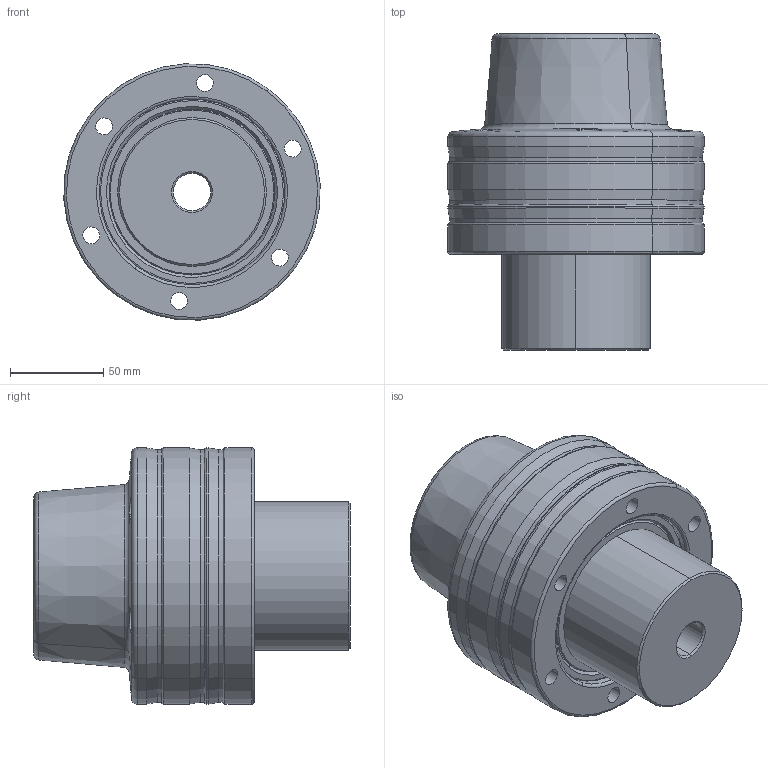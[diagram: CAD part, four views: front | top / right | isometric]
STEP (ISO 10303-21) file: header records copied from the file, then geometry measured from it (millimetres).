
FILE_DESCRIPTION (( 'STEP AP214' ), '1' );
FILE_NAME ('CPD-16C.STEP', '2020-04-27T08:37:10', ( 'COSH' ), ( '' ), 'SwSTEP 2.0', 'SolidWorks 2016', '' );
FILE_SCHEMA (( 'AUTOMOTIVE_DESIGN' ));
Length unit declared in the file: millimetre
Products named in the file (1): CPD-16C
Bounding box: 137.78 x 170 x 137.78 mm (x, y, z)
Volume: 1300358.5 mm3; surface area: 226030.1 mm2
Topology: 4 solids, 4 shells, 301 faces, 714 edges, 425 vertices
Faces by surface type: cylinder 152, cone 75, torus 42, plane 32
Entity records: 12954 total; most frequent: CARTESIAN_POINT 2355, DIRECTION 1680, ORIENTED_EDGE 1392, AXIS2_PLACEMENT_3D 730, EDGE_CURVE 696, CIRCLE 428, VERTEX_POINT 425, EDGE_LOOP 385
